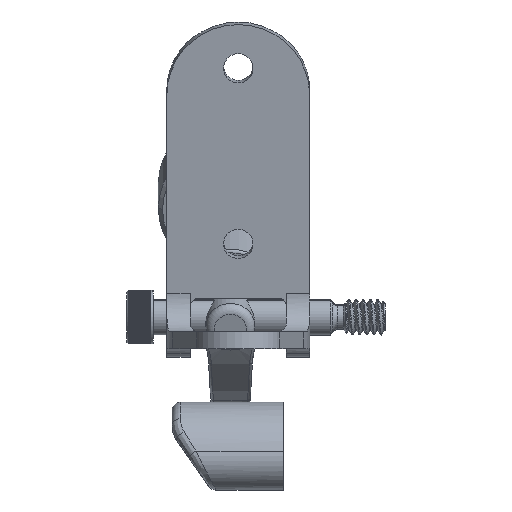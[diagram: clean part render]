
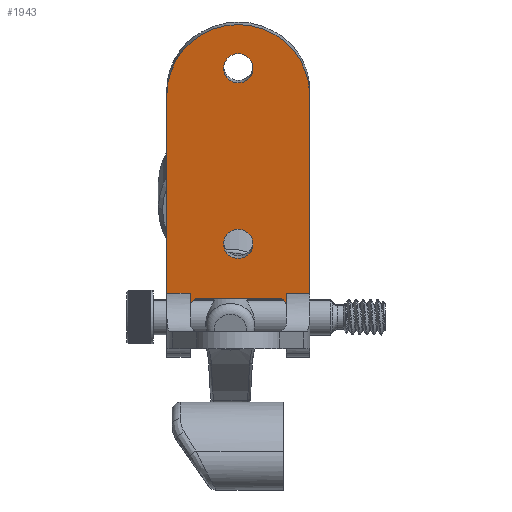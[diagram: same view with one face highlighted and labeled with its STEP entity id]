
A CAD part, left-side view. The second image highlights one B-rep face of the part: STEP entity #1943.
In plain terms, the highlighted planar face has unit normal (-0.988, 0, -0.156).
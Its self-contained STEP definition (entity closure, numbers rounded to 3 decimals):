
#1361=CIRCLE('',#11778,2.621);
#1362=CIRCLE('',#11779,2.621);
#1363=CIRCLE('',#11780,12.7);
#1943=ADVANCED_FACE('',(#4877,#4878,#4879),#2577,.F.);
#2577=PLANE('',#11783);
#3077=LINE('',#16913,#4000);
#3087=LINE('',#16957,#4010);
#3088=LINE('',#16959,#4011);
#3089=LINE('',#16961,#4012);
#3090=LINE('',#16966,#4013);
#3091=LINE('',#16968,#4014);
#3092=LINE('',#16970,#4015);
#4000=VECTOR('',#13098,1.);
#4010=VECTOR('',#13142,1.);
#4011=VECTOR('',#13143,1.);
#4012=VECTOR('',#13144,1.);
#4013=VECTOR('',#13149,1.);
#4014=VECTOR('',#13150,1.);
#4015=VECTOR('',#13151,1.);
#4877=FACE_BOUND('',#5114,.T.);
#4878=FACE_BOUND('',#5115,.T.);
#4879=FACE_BOUND('',#5116,.T.);
#5114=EDGE_LOOP('',(#6159));
#5115=EDGE_LOOP('',(#6160));
#5116=EDGE_LOOP('',(#6161,#6162,#6163,#6164,#6165,#6166,#6167,#6168,#6169,
#6170));
#6159=ORIENTED_EDGE('',*,*,#10181,.F.);
#6160=ORIENTED_EDGE('',*,*,#10182,.F.);
#6161=ORIENTED_EDGE('',*,*,#10183,.T.);
#6162=ORIENTED_EDGE('',*,*,#10184,.T.);
#6163=ORIENTED_EDGE('',*,*,#10185,.T.);
#6164=ORIENTED_EDGE('',*,*,#10186,.T.);
#6165=ORIENTED_EDGE('',*,*,#10187,.T.);
#6166=ORIENTED_EDGE('',*,*,#10163,.F.);
#6167=ORIENTED_EDGE('',*,*,#10188,.T.);
#6168=ORIENTED_EDGE('',*,*,#10189,.T.);
#6169=ORIENTED_EDGE('',*,*,#10190,.T.);
#6170=ORIENTED_EDGE('',*,*,#10191,.F.);
#9098=VERTEX_POINT('',#16914);
#9099=VERTEX_POINT('',#16915);
#9111=VERTEX_POINT('',#16951);
#9112=VERTEX_POINT('',#16953);
#9113=VERTEX_POINT('',#16955);
#9114=VERTEX_POINT('',#16956);
#9115=VERTEX_POINT('',#16958);
#9116=VERTEX_POINT('',#16960);
#9117=VERTEX_POINT('',#16962);
#9118=VERTEX_POINT('',#16965);
#9119=VERTEX_POINT('',#16967);
#9120=VERTEX_POINT('',#16969);
#10163=EDGE_CURVE('',#9098,#9099,#3077,.T.);
#10181=EDGE_CURVE('',#9111,#9111,#1361,.T.);
#10182=EDGE_CURVE('',#9112,#9112,#1362,.T.);
#10183=EDGE_CURVE('',#9113,#9114,#1363,.T.);
#10184=EDGE_CURVE('',#9114,#9115,#3087,.T.);
#10185=EDGE_CURVE('',#9115,#9116,#3088,.T.);
#10186=EDGE_CURVE('',#9116,#9117,#3089,.T.);
#10187=EDGE_CURVE('',#9117,#9099,#11599,.T.);
#10188=EDGE_CURVE('',#9098,#9118,#11600,.T.);
#10189=EDGE_CURVE('',#9118,#9119,#3090,.T.);
#10190=EDGE_CURVE('',#9119,#9120,#3091,.T.);
#10191=EDGE_CURVE('',#9113,#9120,#3092,.T.);
#11599=ELLIPSE('',#11781,1.519,1.5);
#11600=ELLIPSE('',#11782,1.519,1.5);
#11778=AXIS2_PLACEMENT_3D('',#16950,#13136,#13137);
#11779=AXIS2_PLACEMENT_3D('',#16952,#13138,#13139);
#11780=AXIS2_PLACEMENT_3D('',#16954,#13140,#13141);
#11781=AXIS2_PLACEMENT_3D('',#16963,#13145,#13146);
#11782=AXIS2_PLACEMENT_3D('',#16964,#13147,#13148);
#11783=AXIS2_PLACEMENT_3D('',#16971,#13152,#13153);
#13098=DIRECTION('',(0.,1.,0.));
#13136=DIRECTION('',(-0.988,0.,-0.156));
#13137=DIRECTION('',(-0.156,0.,0.988));
#13138=DIRECTION('',(-0.988,0.,-0.156));
#13139=DIRECTION('',(-0.156,0.,0.988));
#13140=DIRECTION('',(-0.988,0.,-0.156));
#13141=DIRECTION('',(-0.156,0.,0.988));
#13142=DIRECTION('',(0.156,0.,-0.988));
#13143=DIRECTION('',(0.,-1.,0.));
#13144=DIRECTION('',(0.156,0.,-0.988));
#13145=DIRECTION('',(0.988,0.,0.156));
#13146=DIRECTION('',(-0.156,0.,0.988));
#13147=DIRECTION('',(0.988,0.,0.156));
#13148=DIRECTION('',(0.156,0.,-0.988));
#13149=DIRECTION('',(-0.156,0.,0.988));
#13150=DIRECTION('',(0.,-1.,0.));
#13151=DIRECTION('',(0.156,0.,-0.988));
#13152=DIRECTION('',(0.988,0.,0.156));
#13153=DIRECTION('',(-0.156,0.,0.988));
#16913=CARTESIAN_POINT('',(6781.772,55.796,2353.282));
#16914=CARTESIAN_POINT('',(6781.772,61.439,2353.282));
#16915=CARTESIAN_POINT('',(6781.772,75.552,2353.282));
#16950=CARTESIAN_POINT('',(6775.304,68.496,2394.118));
#16951=CARTESIAN_POINT('',(6774.894,68.496,2396.707));
#16952=CARTESIAN_POINT('',(6780.248,68.496,2362.905));
#16953=CARTESIAN_POINT('',(6779.838,68.496,2365.493));
#16954=CARTESIAN_POINT('',(6776.061,68.496,2389.341));
#16955=CARTESIAN_POINT('',(6776.061,55.796,2389.341));
#16956=CARTESIAN_POINT('',(6776.061,81.196,2389.341));
#16957=CARTESIAN_POINT('',(6774.074,81.196,2401.885));
#16958=CARTESIAN_POINT('',(6781.639,81.196,2354.123));
#16959=CARTESIAN_POINT('',(6781.639,55.796,2354.123));
#16960=CARTESIAN_POINT('',(6781.639,77.052,2354.123));
#16961=CARTESIAN_POINT('',(6774.074,77.052,2401.885));
#16962=CARTESIAN_POINT('',(6782.01,77.052,2351.782));
#16963=CARTESIAN_POINT('',(6782.01,75.552,2351.782));
#16964=CARTESIAN_POINT('',(6782.01,61.439,2351.782));
#16965=CARTESIAN_POINT('',(6782.01,59.939,2351.782));
#16966=CARTESIAN_POINT('',(6782.516,59.939,2348.589));
#16967=CARTESIAN_POINT('',(6781.639,59.939,2354.123));
#16968=CARTESIAN_POINT('',(6781.639,55.796,2354.123));
#16969=CARTESIAN_POINT('',(6781.639,55.796,2354.123));
#16970=CARTESIAN_POINT('',(6774.074,55.796,2401.885));
#16971=CARTESIAN_POINT('',(6774.074,55.796,2401.885));
